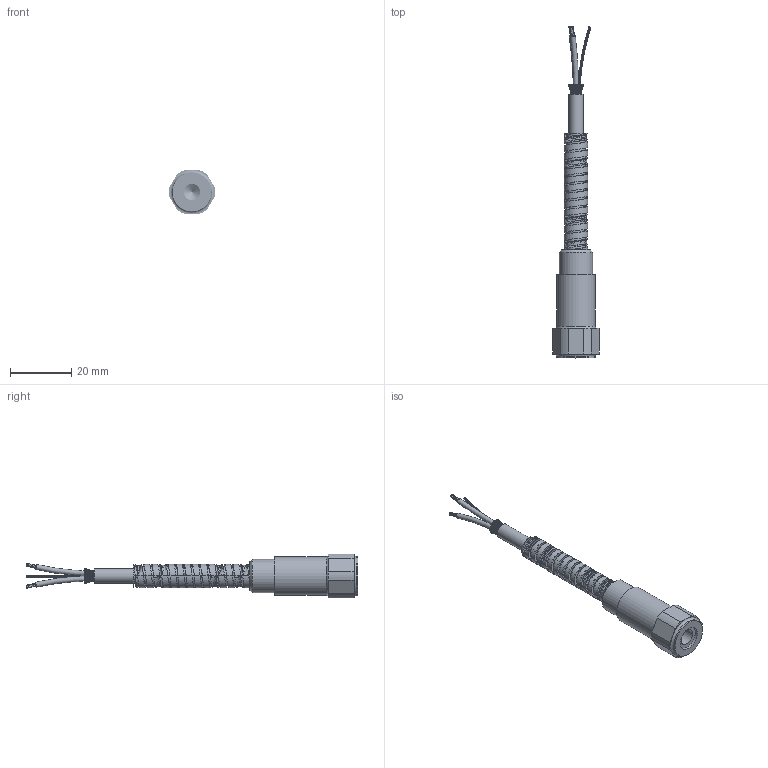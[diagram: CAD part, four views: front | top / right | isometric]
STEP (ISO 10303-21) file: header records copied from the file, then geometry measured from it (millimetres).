
FILE_DESCRIPTION(/* description */ (''),/* implementation_level */ '2;1');
FILE_NAME(/* name */ 'AC140-6D.stp',/* time_stamp */ '2019-10-21T14:52:12-04:00',/* author */ ('lcup'),/* organization */ ('CONNECTION TECHNOLOGY CENTER'),/* preprocessor_version */ 'ST-DEVELOPER v18',/* originating_system */ 'Autodesk Inventor 2020',/* authorisation */ '');
FILE_SCHEMA (('AUTOMOTIVE_DESIGN { 1 0 10303 214 3 1 1 }'));
Products named in the file (1): AC140-6D
Bounding box: 15.08 x 108.31 x 14.29 mm (x, y, z)
Volume: 6122.6 mm3; surface area: 7401.8 mm2
Topology: 2 solids, 2 shells, 1057 faces, 3797 edges, 2312 vertices
Faces by surface type: bspline 504, plane 269, cylinder 242, torus 38, cone 4
Full cylindrical faces by diameter (mm): 0.127 x19, 0.203 x38, 1.27 x3, 2.032 x2, 3.581 x1, 4.826 x1, 5.105 x1, 5.359 x1, 5.537 x12, 5.588 x3, 6.096 x17, 6.223 x17, 7.01 x13, 7.137 x19, 7.696 x18, 7.874 x1, 9.195 x1, 10.922 x1, 12.446 x1, 12.7 x1
Entity records: 75907 total; most frequent: CARTESIAN_POINT 46940, ORIENTED_EDGE 7484, DIRECTION 4254, EDGE_CURVE 3742, VERTEX_POINT 2312, B_SPLINE_CURVE_WITH_KNOTS 2003, AXIS2_PLACEMENT_3D 1961, CIRCLE 1403
